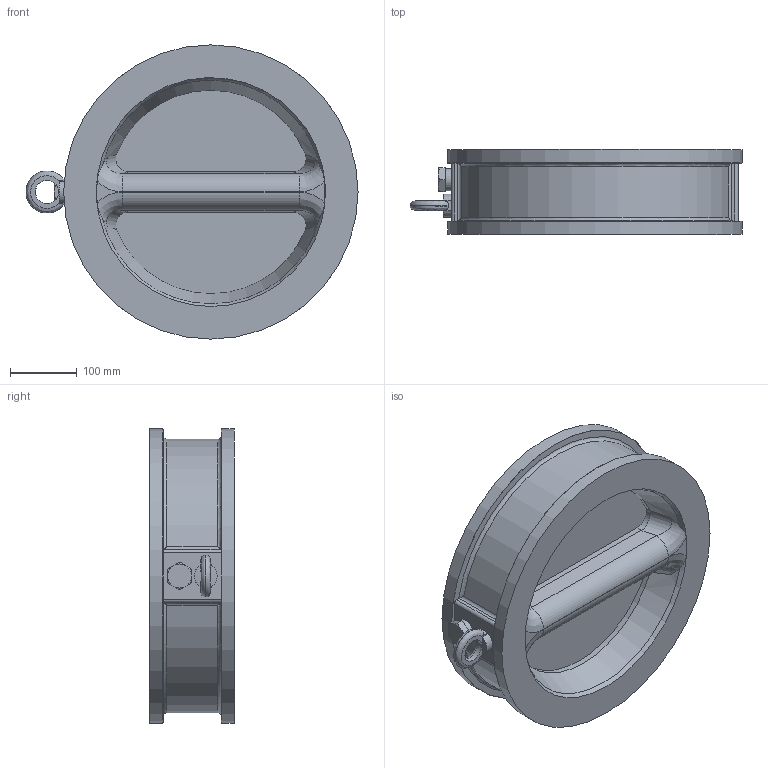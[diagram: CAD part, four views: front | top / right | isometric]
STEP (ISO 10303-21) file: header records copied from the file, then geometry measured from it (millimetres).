
FILE_DESCRIPTION((''),'2;1');
FILE_NAME('98100230.stp','2008-10-14T14:35:20',('hecker'),(''),'Autodesk Inventor 2008','Autodesk Inventor 2008','');
FILE_SCHEMA(('AUTOMOTIVE_DESIGN { 1 0 10303 214 1 1 1 1 }'));
Length unit declared in the file: millimetre
Products named in the file (1): 98100230
Bounding box: 497.5 x 127 x 441 mm (x, y, z)
Volume: 9365011.3 mm3; surface area: 803247.2 mm2
Topology: 1 solids, 1 shells, 255 faces, 679 edges, 436 vertices
Faces by surface type: plane 118, cylinder 71, bspline 32, cone 17, torus 17
Full cylindrical faces by diameter (mm): 3 x10, 25.997 x2, 28 x2, 30.645 x2, 33.25 x1, 35 x5, 37 x6, 340 x1, 355 x1, 441 x2
Entity records: 29624 total; most frequent: CARTESIAN_POINT 23532, ORIENTED_EDGE 1212, DIRECTION 1120, EDGE_CURVE 606, AXIS2_PLACEMENT_3D 444, VERTEX_POINT 402, EDGE_LOOP 336, FACE_OUTER_BOUND 255
